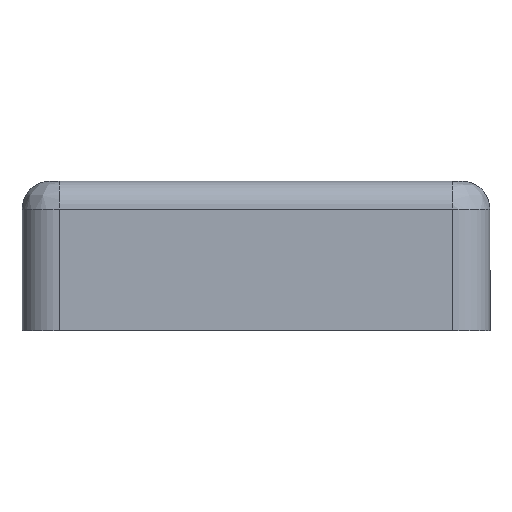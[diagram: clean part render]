
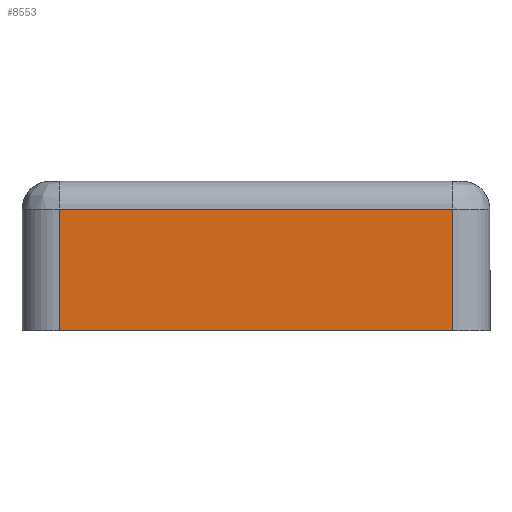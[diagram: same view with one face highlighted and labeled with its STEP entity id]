
A CAD part, left-side view. The second image highlights one B-rep face of the part: STEP entity #8553.
In plain terms, the highlighted planar face has unit normal (-1, 0, 0).
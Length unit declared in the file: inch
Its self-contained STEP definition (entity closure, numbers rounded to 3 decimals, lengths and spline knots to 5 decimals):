
#545 = CARTESIAN_POINT ( 'NONE',  ( -1.9685, 0.82677, 0.62992 ) ) ;
#689 = DIRECTION ( 'NONE',  ( 0., 0., 1. ) ) ;
#1170 = CARTESIAN_POINT ( 'NONE',  ( -1.9685, 0.98425, 0. ) ) ;
#1183 = VECTOR ( 'NONE', #7266, 39.37008 ) ;
#1190 = EDGE_CURVE ( 'NONE', #3578, #7947, #3601, .T. ) ;
#1853 = ORIENTED_EDGE ( 'NONE', *, *, #8842, .F. ) ;
#2173 = LINE ( 'NONE', #1170, #9588 ) ;
#2338 = EDGE_LOOP ( 'NONE', ( #2507, #1853, #8233, #6203 ) ) ;
#2507 = ORIENTED_EDGE ( 'NONE', *, *, #5047, .F. ) ;
#3578 = VERTEX_POINT ( 'NONE', #8741 ) ;
#3601 = LINE ( 'NONE', #3903, #7774 ) ;
#3653 = CARTESIAN_POINT ( 'NONE',  ( -1.9685, 0.82677, 0.51181 ) ) ;
#3903 = CARTESIAN_POINT ( 'NONE',  ( -1.9685, -0.82677, 0.62992 ) ) ;
#3936 = PLANE ( 'NONE',  #5667 ) ;
#4021 = DIRECTION ( 'NONE',  ( 0., 0., -1. ) ) ;
#4214 = CARTESIAN_POINT ( 'NONE',  ( -1.9685, 0.98425, 0.62992 ) ) ;
#4236 = DIRECTION ( 'NONE',  ( 1., 0., 0. ) ) ;
#4248 = DIRECTION ( 'NONE',  ( 0., 0., -1. ) ) ;
#4404 = EDGE_CURVE ( 'NONE', #7947, #6386, #2173, .T. ) ;
#4520 = CARTESIAN_POINT ( 'NONE',  ( -1.9685, -0.98425, 0.51181 ) ) ;
#4877 = LINE ( 'NONE', #545, #5929 ) ;
#5047 = EDGE_CURVE ( 'NONE', #7354, #3578, #5244, .T. ) ;
#5244 = LINE ( 'NONE', #4520, #1183 ) ;
#5461 = DIRECTION ( 'NONE',  ( 0., 1., 0. ) ) ;
#5667 = AXIS2_PLACEMENT_3D ( 'NONE', #4214, #4236, #4248 ) ;
#5929 = VECTOR ( 'NONE', #689, 39.37008 ) ;
#6203 = ORIENTED_EDGE ( 'NONE', *, *, #1190, .F. ) ;
#6310 = FACE_OUTER_BOUND ( 'NONE', #2338, .T. ) ;
#6386 = VERTEX_POINT ( 'NONE', #9629 ) ;
#7266 = DIRECTION ( 'NONE',  ( 0., -1., 0. ) ) ;
#7354 = VERTEX_POINT ( 'NONE', #3653 ) ;
#7774 = VECTOR ( 'NONE', #4021, 39.37008 ) ;
#7947 = VERTEX_POINT ( 'NONE', #8549 ) ;
#8233 = ORIENTED_EDGE ( 'NONE', *, *, #4404, .F. ) ;
#8549 = CARTESIAN_POINT ( 'NONE',  ( -1.9685, -0.82677, 0. ) ) ;
#8553 = ADVANCED_FACE ( 'NONE', ( #6310 ), #3936, .F. ) ;
#8741 = CARTESIAN_POINT ( 'NONE',  ( -1.9685, -0.82677, 0.51181 ) ) ;
#8842 = EDGE_CURVE ( 'NONE', #6386, #7354, #4877, .T. ) ;
#9588 = VECTOR ( 'NONE', #5461, 39.37008 ) ;
#9629 = CARTESIAN_POINT ( 'NONE',  ( -1.9685, 0.82677, 0. ) ) ;
